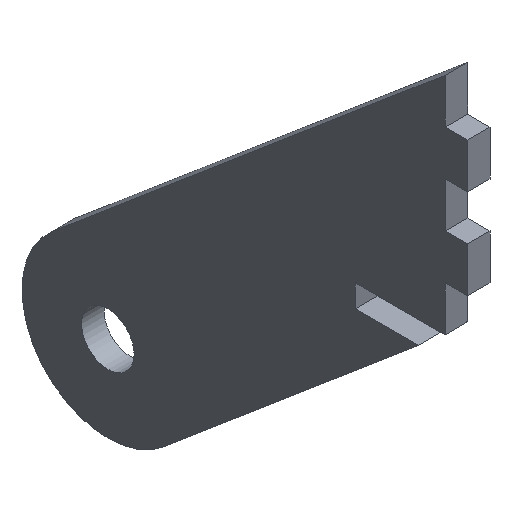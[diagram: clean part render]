
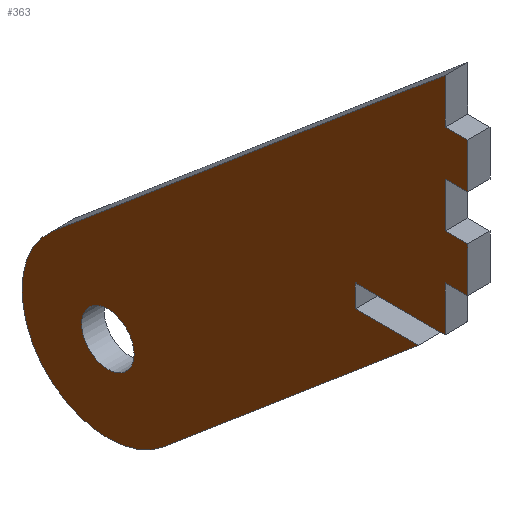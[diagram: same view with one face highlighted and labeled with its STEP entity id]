
A CAD part, isometric view. The second image highlights one B-rep face of the part: STEP entity #363.
In plain terms, the highlighted planar face has unit normal (-1, 0, 0).
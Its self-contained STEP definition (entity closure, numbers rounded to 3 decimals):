
#16=FACE_BOUND('',#70,.T.);
#32=PLANE('',#406);
#50=FACE_OUTER_BOUND('',#69,.T.);
#69=EDGE_LOOP('',(#328,#329,#330,#331,#332,#333,#334,#335,#336,#337,#338,
#339,#340,#341,#342));
#70=EDGE_LOOP('',(#343));
#72=LINE('',#511,#116);
#76=LINE('',#519,#120);
#79=LINE('',#525,#123);
#82=LINE('',#531,#126);
#85=LINE('',#537,#129);
#88=LINE('',#543,#132);
#91=LINE('',#549,#135);
#94=LINE('',#555,#138);
#97=LINE('',#561,#141);
#100=LINE('',#567,#144);
#104=LINE('',#579,#148);
#107=LINE('',#585,#151);
#110=LINE('',#591,#154);
#113=LINE('',#596,#157);
#116=VECTOR('',#420,10.);
#120=VECTOR('',#426,10.);
#123=VECTOR('',#431,10.);
#126=VECTOR('',#436,10.);
#129=VECTOR('',#441,10.);
#132=VECTOR('',#446,10.);
#135=VECTOR('',#451,10.);
#138=VECTOR('',#456,10.);
#141=VECTOR('',#461,10.);
#144=VECTOR('',#466,10.);
#148=VECTOR('',#478,10.);
#151=VECTOR('',#483,10.);
#154=VECTOR('',#488,10.);
#157=VECTOR('',#493,10.);
#161=CIRCLE('',#387,3.5);
#162=CIRCLE('',#399,11.46);
#166=VERTEX_POINT('',#505);
#167=VERTEX_POINT('',#509);
#168=VERTEX_POINT('',#510);
#171=VERTEX_POINT('',#518);
#173=VERTEX_POINT('',#524);
#175=VERTEX_POINT('',#530);
#177=VERTEX_POINT('',#536);
#179=VERTEX_POINT('',#542);
#181=VERTEX_POINT('',#548);
#183=VERTEX_POINT('',#554);
#185=VERTEX_POINT('',#560);
#187=VERTEX_POINT('',#566);
#189=VERTEX_POINT('',#572);
#191=VERTEX_POINT('',#578);
#193=VERTEX_POINT('',#584);
#195=VERTEX_POINT('',#590);
#200=EDGE_CURVE('',#166,#166,#161,.T.);
#201=EDGE_CURVE('',#167,#168,#72,.T.);
#205=EDGE_CURVE('',#171,#167,#76,.T.);
#208=EDGE_CURVE('',#173,#171,#79,.T.);
#211=EDGE_CURVE('',#175,#173,#82,.T.);
#214=EDGE_CURVE('',#177,#175,#85,.T.);
#217=EDGE_CURVE('',#179,#177,#88,.T.);
#220=EDGE_CURVE('',#181,#179,#91,.T.);
#223=EDGE_CURVE('',#183,#181,#94,.T.);
#226=EDGE_CURVE('',#185,#183,#97,.T.);
#229=EDGE_CURVE('',#187,#185,#100,.T.);
#232=EDGE_CURVE('',#189,#187,#162,.T.);
#235=EDGE_CURVE('',#191,#189,#104,.T.);
#238=EDGE_CURVE('',#193,#191,#107,.T.);
#241=EDGE_CURVE('',#195,#193,#110,.T.);
#244=EDGE_CURVE('',#168,#195,#113,.T.);
#328=ORIENTED_EDGE('',*,*,#244,.F.);
#329=ORIENTED_EDGE('',*,*,#201,.F.);
#330=ORIENTED_EDGE('',*,*,#205,.F.);
#331=ORIENTED_EDGE('',*,*,#208,.F.);
#332=ORIENTED_EDGE('',*,*,#211,.F.);
#333=ORIENTED_EDGE('',*,*,#214,.F.);
#334=ORIENTED_EDGE('',*,*,#217,.F.);
#335=ORIENTED_EDGE('',*,*,#220,.F.);
#336=ORIENTED_EDGE('',*,*,#223,.F.);
#337=ORIENTED_EDGE('',*,*,#226,.F.);
#338=ORIENTED_EDGE('',*,*,#229,.F.);
#339=ORIENTED_EDGE('',*,*,#232,.F.);
#340=ORIENTED_EDGE('',*,*,#235,.F.);
#341=ORIENTED_EDGE('',*,*,#238,.F.);
#342=ORIENTED_EDGE('',*,*,#241,.F.);
#343=ORIENTED_EDGE('',*,*,#200,.T.);
#363=ADVANCED_FACE('',(#50,#16),#32,.F.);
#387=AXIS2_PLACEMENT_3D('',#507,#416,#417);
#399=AXIS2_PLACEMENT_3D('',#573,#471,#472);
#406=AXIS2_PLACEMENT_3D('',#599,#497,#498);
#416=DIRECTION('center_axis',(1.,0.,0.));
#417=DIRECTION('ref_axis',(0.,0.,-1.));
#420=DIRECTION('',(0.,0.,-1.));
#426=DIRECTION('',(0.,1.,0.));
#431=DIRECTION('',(0.,0.,-1.));
#436=DIRECTION('',(0.,-1.,0.));
#441=DIRECTION('',(0.,0.,-1.));
#446=DIRECTION('',(0.,1.,0.));
#451=DIRECTION('',(0.,0.,-1.));
#456=DIRECTION('',(0.,-1.,0.));
#461=DIRECTION('',(0.,0.,-1.));
#466=DIRECTION('',(0.,-0.764,0.645));
#471=DIRECTION('center_axis',(1.,0.,0.));
#472=DIRECTION('ref_axis',(0.,1.,0.));
#478=DIRECTION('',(0.,0.764,-0.645));
#483=DIRECTION('',(0.,-1.,0.));
#488=DIRECTION('',(0.,0.,-1.));
#493=DIRECTION('',(0.,1.,0.));
#497=DIRECTION('center_axis',(1.,0.,0.));
#498=DIRECTION('ref_axis',(0.,0.,-1.));
#505=CARTESIAN_POINT('',(0.,45.,-19.5));
#507=CARTESIAN_POINT('Origin',(0.,45.,-23.));
#509=CARTESIAN_POINT('',(0.,0.,6.));
#510=CARTESIAN_POINT('',(0.,0.,0.));
#511=CARTESIAN_POINT('',(0.,0.,30.));
#518=CARTESIAN_POINT('',(0.,-3.,6.));
#519=CARTESIAN_POINT('',(0.,-3.,6.));
#524=CARTESIAN_POINT('',(0.,-3.,12.));
#525=CARTESIAN_POINT('',(0.,-3.,12.));
#530=CARTESIAN_POINT('',(0.,0.,12.));
#531=CARTESIAN_POINT('',(0.,0.,12.));
#536=CARTESIAN_POINT('',(0.,0.,18.));
#537=CARTESIAN_POINT('',(0.,0.,30.));
#542=CARTESIAN_POINT('',(0.,-3.,18.));
#543=CARTESIAN_POINT('',(0.,-3.,18.));
#548=CARTESIAN_POINT('',(0.,-3.,24.));
#549=CARTESIAN_POINT('',(0.,-3.,24.));
#554=CARTESIAN_POINT('',(0.,0.,24.));
#555=CARTESIAN_POINT('',(0.,0.,24.));
#560=CARTESIAN_POINT('',(0.,0.,30.));
#561=CARTESIAN_POINT('',(0.,0.,30.));
#566=CARTESIAN_POINT('',(0.,52.394,-14.244));
#567=CARTESIAN_POINT('',(0.,52.394,-14.244));
#572=CARTESIAN_POINT('',(0.,37.606,-31.756));
#573=CARTESIAN_POINT('Origin',(0.,45.,-23.));
#578=CARTESIAN_POINT('',(0.,3.553,-3.));
#579=CARTESIAN_POINT('',(0.,0.,0.));
#584=CARTESIAN_POINT('',(0.,12.,-3.));
#585=CARTESIAN_POINT('',(0.,12.,-3.));
#590=CARTESIAN_POINT('',(0.,12.,0.));
#591=CARTESIAN_POINT('',(0.,12.,0.));
#596=CARTESIAN_POINT('',(0.,0.,0.));
#599=CARTESIAN_POINT('Origin',(0.,26.73,-2.23));
